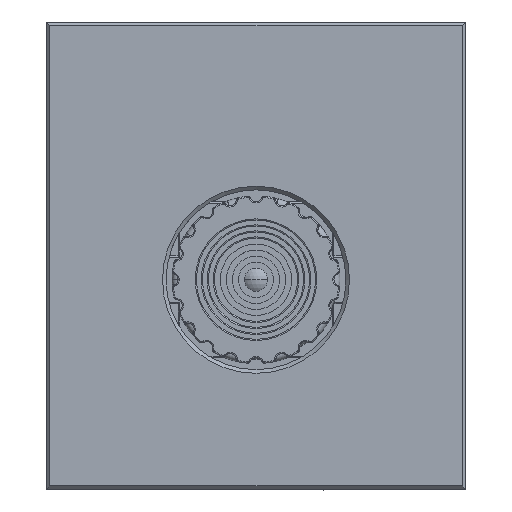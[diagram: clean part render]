
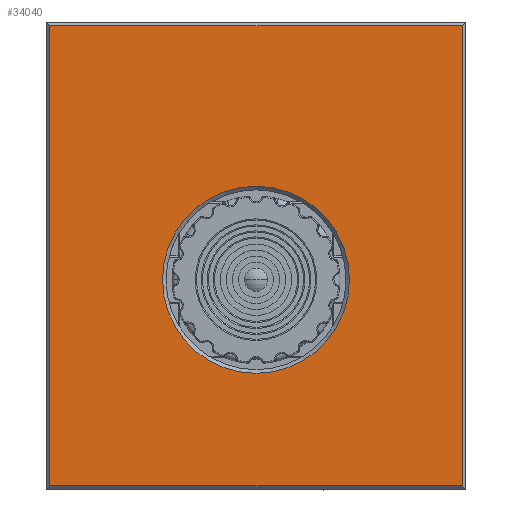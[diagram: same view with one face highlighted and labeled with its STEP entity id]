
A CAD part, top view. The second image highlights one B-rep face of the part: STEP entity #34040.
In plain terms, the highlighted face is planar.
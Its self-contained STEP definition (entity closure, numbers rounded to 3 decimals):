
#1598=CIRCLE('',#47650,7.8);
#2992=ORIENTED_EDGE('',*,*,#13257,.T.);
#2993=ORIENTED_EDGE('',*,*,#13178,.T.);
#2994=ORIENTED_EDGE('',*,*,#13173,.T.);
#2995=ORIENTED_EDGE('',*,*,#13180,.T.);
#2996=ORIENTED_EDGE('',*,*,#13258,.T.);
#13173=EDGE_CURVE('',#18325,#18326,#21677,.F.);
#13178=EDGE_CURVE('',#18330,#18325,#21682,.F.);
#13180=EDGE_CURVE('',#18326,#18331,#21684,.F.);
#13257=EDGE_CURVE('',#18387,#18387,#1598,.T.);
#13258=EDGE_CURVE('',#18331,#18330,#21741,.F.);
#18325=VERTEX_POINT('',#60560);
#18326=VERTEX_POINT('',#60561);
#18330=VERTEX_POINT('',#60571);
#18331=VERTEX_POINT('',#60575);
#18387=VERTEX_POINT('',#60725);
#21677=LINE('',#60559,#25109);
#21682=LINE('',#60570,#25114);
#21684=LINE('',#60574,#25116);
#21741=LINE('',#60726,#25173);
#25109=VECTOR('',#50785,1000.);
#25114=VECTOR('',#50792,1000.);
#25116=VECTOR('',#50796,1000.);
#25173=VECTOR('',#50929,1000.);
#28566=EDGE_LOOP('',(#2992));
#28567=EDGE_LOOP('',(#2993,#2994,#2995,#2996));
#30739=FACE_BOUND('',#28566,.T.);
#30740=FACE_BOUND('',#28567,.T.);
#32906=PLANE('',#47649);
#34040=ADVANCED_FACE('',(#30739,#30740),#32906,.F.);
#47649=AXIS2_PLACEMENT_3D('',#60723,#50925,#50926);
#47650=AXIS2_PLACEMENT_3D('',#60724,#50927,#50928);
#50785=DIRECTION('',(-1.,0.,0.));
#50792=DIRECTION('',(0.,-1.,0.));
#50796=DIRECTION('',(0.,1.,0.));
#50925=DIRECTION('',(0.,0.,1.));
#50926=DIRECTION('',(1.,0.,0.));
#50927=DIRECTION('',(0.,0.,1.));
#50928=DIRECTION('',(1.,0.,0.));
#50929=DIRECTION('',(1.,0.,0.));
#60559=CARTESIAN_POINT('',(16.5,17.2,-2.));
#60560=CARTESIAN_POINT('',(-17.2,17.2,-2.));
#60561=CARTESIAN_POINT('',(17.2,17.2,-2.));
#60570=CARTESIAN_POINT('',(-17.2,16.5,-2.));
#60571=CARTESIAN_POINT('',(-17.2,-21.2,-2.));
#60574=CARTESIAN_POINT('',(17.2,-16.5,-2.));
#60575=CARTESIAN_POINT('',(17.2,-21.2,-2.));
#60723=CARTESIAN_POINT('',(0.,0.,-2.));
#60724=CARTESIAN_POINT('',(0.,0.,-2.));
#60725=CARTESIAN_POINT('',(7.8,0.,-2.));
#60726=CARTESIAN_POINT('',(-16.5,-21.2,-2.));
